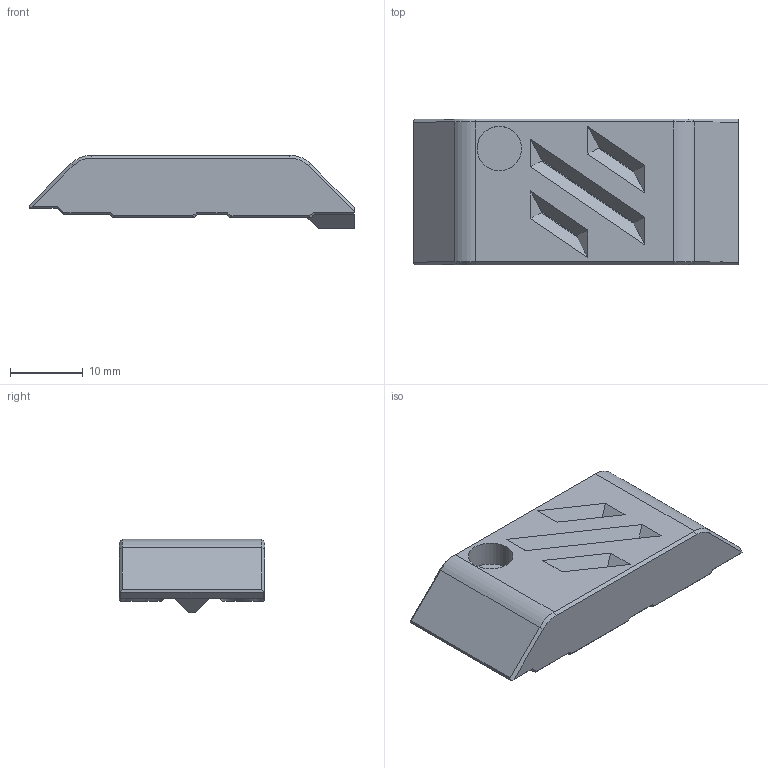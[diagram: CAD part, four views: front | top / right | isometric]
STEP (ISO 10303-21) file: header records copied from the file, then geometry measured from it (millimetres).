
FILE_DESCRIPTION(/* description */ (''),/* implementation_level */ '2;1');
FILE_NAME(/* name */ 'Cover_Magnetic_Hall.stp',/* time_stamp */ '2021-09-27T02:19:47+02:00',/* author */ ('Rama'),/* organization */ (''),/* preprocessor_version */ 'ST-DEVELOPER v18.1',/* originating_system */ 'Autodesk Inventor 2022',/* authorisation */ '');
FILE_SCHEMA (('AUTOMOTIVE_DESIGN { 1 0 10303 214 3 1 1 }'));
Length unit declared in the file: millimetre
Products named in the file (1): Cover
Bounding box: 44.55 x 20 x 10.09 mm (x, y, z)
Volume: 5869.9 mm3; surface area: 2787.3 mm2
Topology: 1 solids, 1 shells, 103 faces, 281 edges, 186 vertices
Faces by surface type: plane 56, cone 26, bspline 16, cylinder 5
Full cylindrical faces by diameter (mm): 6.1 x3
Entity records: 3739 total; most frequent: CARTESIAN_POINT 1251, ORIENTED_EDGE 562, DIRECTION 435, EDGE_CURVE 281, VERTEX_POINT 186, AXIS2_PLACEMENT_3D 146, LINE 143, VECTOR 143
